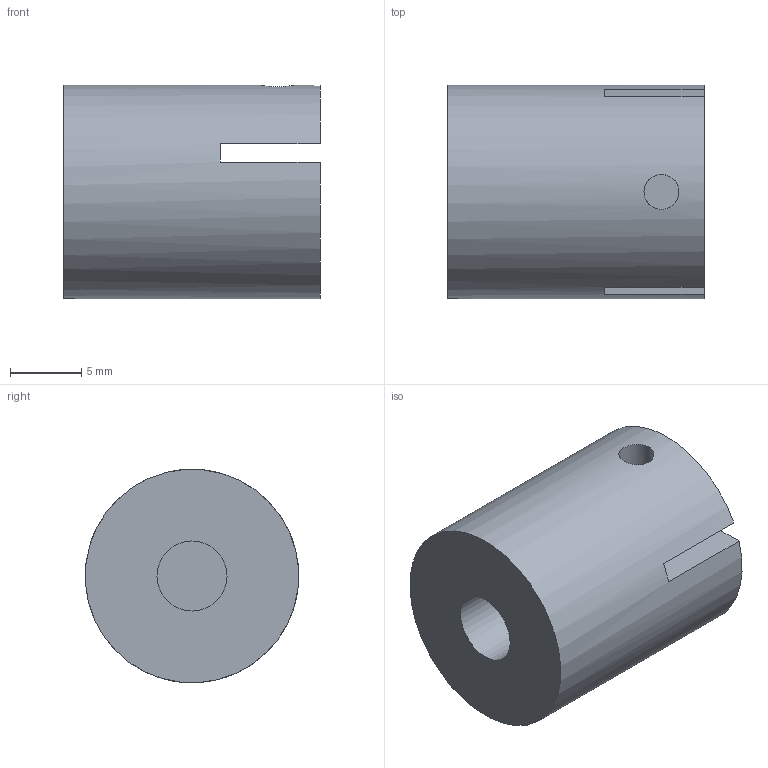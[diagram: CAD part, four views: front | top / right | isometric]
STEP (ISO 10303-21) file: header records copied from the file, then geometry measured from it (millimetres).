
FILE_DESCRIPTION(/* description */ (''),/* implementation_level */ '2;1');
FILE_NAME(/* name */ 'metal_holder_kuweta_asym_v2.stp',/* time_stamp */ '2016-09-14T11:03:34+02:00',/* author */ ('MPawlowska'),/* organization */ (''),/* preprocessor_version */ 'ST-DEVELOPER v15.6',/* originating_system */ 'Autodesk Inventor 2015',/* authorisation */ '');
FILE_SCHEMA (('AUTOMOTIVE_DESIGN { 1 0 10303 214 3 1 1 }'));
Length unit declared in the file: millimetre
Products named in the file (1): metal_holder_kuweta_asym_v2
Bounding box: 18 x 14.98 x 15 mm (x, y, z)
Volume: 2863.8 mm3; surface area: 1537.2 mm2
Topology: 1 solids, 1 shells, 10 faces, 22 edges, 15 vertices
Faces by surface type: plane 7, cylinder 3
Full cylindrical faces by diameter (mm): 2.459 x1, 4.917 x1, 15 x1
Entity records: 317 total; most frequent: CARTESIAN_POINT 78, DIRECTION 46, ORIENTED_EDGE 36, AXIS2_PLACEMENT_3D 19, EDGE_CURVE 18, EDGE_LOOP 16, VERTEX_POINT 14, FACE_OUTER_BOUND 10
